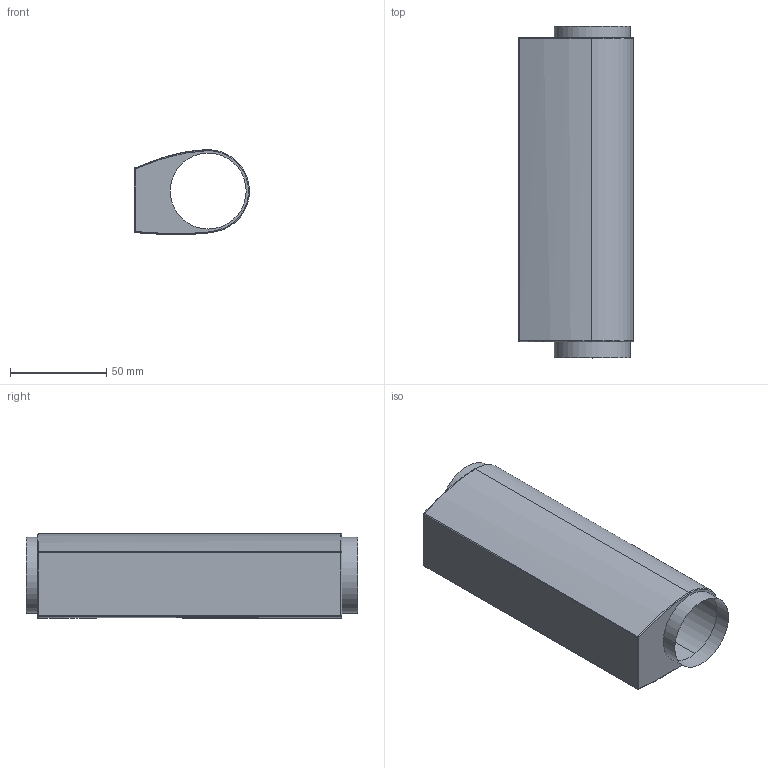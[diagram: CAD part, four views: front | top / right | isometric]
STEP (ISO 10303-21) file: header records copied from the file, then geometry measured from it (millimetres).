
FILE_DESCRIPTION(/* description */ ('Unknown'),/* implementation_level */ '2;1');
FILE_NAME(/* name */ '34147003',/* time_stamp */ '2022-08-26T14:46:41+02:00',/* author */ ('Unknown'),/* organization */ ('GROHE AG'),/* preprocessor_version */ 'ST-DEVELOPER v16.7',/* originating_system */ 'DEX',/* authorisation */ $);
FILE_SCHEMA (('AUTOMOTIVE_DESIGN {1 0 10303 214 3 1 1}'));
Length unit declared in the file: millimetre
Products named in the file (4): 34147003; id11; ALIAS BREP MODEL; REVOLVE#103
Assembly tree (3 placements, depth 2):
  34147003
    id11
    ALIAS BREP MODEL
    REVOLVE#103
Bounding box: 59.78 x 172.51 x 43.98 mm (x, y, z)
Volume: 0 mm3; surface area: 63616.7 mm2
Topology: 1 solids, 1 shells, 44 faces, 92 edges, 50 vertices
Faces by surface type: cylinder 14, bspline 12, sphere 8, plane 6, torus 4
Full cylindrical faces by diameter (mm): 39.466 x4
Entity records: 1783 total; most frequent: CARTESIAN_POINT 468, DIRECTION 186, ORIENTED_EDGE 172, EDGE_CURVE 86, AXIS2_PLACEMENT_3D 82, EDGE_LOOP 52, FACE_BOUND 52, VERTEX_POINT 48
